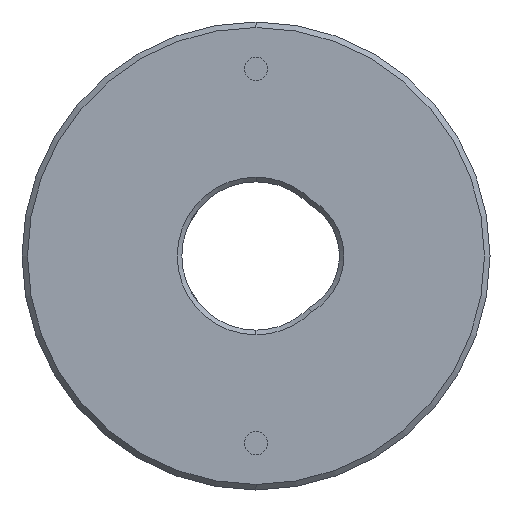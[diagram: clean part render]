
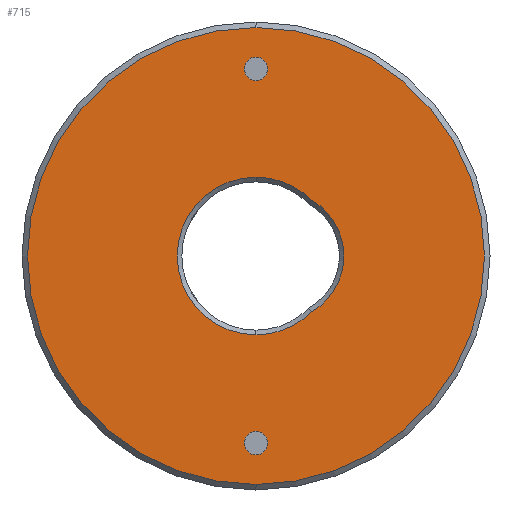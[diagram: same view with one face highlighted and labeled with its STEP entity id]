
A CAD part, left-side view. The second image highlights one B-rep face of the part: STEP entity #715.
In plain terms, the highlighted planar face has unit normal (-1, 0, 0).
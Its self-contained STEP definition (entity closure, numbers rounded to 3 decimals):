
#28 = CIRCLE ( 'NONE', #2030, 0.635 ) ;
#34 = DIRECTION ( 'NONE',  ( 0., 0., -1. ) ) ;
#80 = FACE_BOUND ( 'NONE', #4126, .T. ) ;
#83 = CARTESIAN_POINT ( 'NONE',  ( 0., 0., 0. ) ) ;
#140 = EDGE_CURVE ( 'NONE', #1796, #4650, #3392, .T. ) ;
#161 = VERTEX_POINT ( 'NONE', #716 ) ;
#181 = AXIS2_PLACEMENT_3D ( 'NONE', #3138, #4429, #3726 ) ;
#325 = CIRCLE ( 'NONE', #3000, 12.4 ) ;
#334 = CIRCLE ( 'NONE', #3783, 0.635 ) ;
#406 = ORIENTED_EDGE ( 'NONE', *, *, #1544, .F. ) ;
#487 = ORIENTED_EDGE ( 'NONE', *, *, #2950, .T. ) ;
#521 = CARTESIAN_POINT ( 'NONE',  ( 0., 0., -10.15 ) ) ;
#530 = ORIENTED_EDGE ( 'NONE', *, *, #2412, .F. ) ;
#538 = CARTESIAN_POINT ( 'NONE',  ( 0., 0., -10.785 ) ) ;
#715 = ADVANCED_FACE ( 'NONE', ( #4523, #80, #1942, #2693 ), #3002, .F. ) ;
#716 = CARTESIAN_POINT ( 'NONE',  ( 0., 0., 9.515 ) ) ;
#722 = DIRECTION ( 'NONE',  ( 1., 0., 0. ) ) ;
#797 = CARTESIAN_POINT ( 'NONE',  ( 0., -1.27, 0. ) ) ;
#843 = CARTESIAN_POINT ( 'NONE',  ( 0., 0., 10.15 ) ) ;
#846 = CIRCLE ( 'NONE', #2465, 4.275 ) ;
#892 = CARTESIAN_POINT ( 'NONE',  ( 0., 0., 0. ) ) ;
#896 = EDGE_CURVE ( 'NONE', #161, #3344, #28, .T. ) ;
#899 = DIRECTION ( 'NONE',  ( -1., 0., 0. ) ) ;
#919 = VERTEX_POINT ( 'NONE', #2241 ) ;
#1081 = DIRECTION ( 'NONE',  ( 1., 0., 0. ) ) ;
#1216 = DIRECTION ( 'NONE',  ( -1., 0., 0. ) ) ;
#1317 = ORIENTED_EDGE ( 'NONE', *, *, #3096, .T. ) ;
#1455 = ORIENTED_EDGE ( 'NONE', *, *, #2310, .F. ) ;
#1544 = EDGE_CURVE ( 'NONE', #4280, #3520, #334, .T. ) ;
#1737 = DIRECTION ( 'NONE',  ( 1., 0., 0. ) ) ;
#1782 = CIRCLE ( 'NONE', #1949, 3.5 ) ;
#1796 = VERTEX_POINT ( 'NONE', #3480 ) ;
#1942 = FACE_BOUND ( 'NONE', #3458, .T. ) ;
#1949 = AXIS2_PLACEMENT_3D ( 'NONE', #797, #1081, #2595 ) ;
#1976 = ORIENTED_EDGE ( 'NONE', *, *, #3244, .T. ) ;
#2030 = AXIS2_PLACEMENT_3D ( 'NONE', #843, #2315, #4425 ) ;
#2037 = DIRECTION ( 'NONE',  ( -1., 0., 0. ) ) ;
#2107 = DIRECTION ( 'NONE',  ( 0., 0., -1. ) ) ;
#2239 = AXIS2_PLACEMENT_3D ( 'NONE', #3078, #2350, #3125 ) ;
#2241 = CARTESIAN_POINT ( 'NONE',  ( 0., -3.007, 3.038 ) ) ;
#2245 = AXIS2_PLACEMENT_3D ( 'NONE', #2973, #3044, #34 ) ;
#2310 = EDGE_CURVE ( 'NONE', #3520, #4280, #4452, .T. ) ;
#2315 = DIRECTION ( 'NONE',  ( -1., 0., 0. ) ) ;
#2350 = DIRECTION ( 'NONE',  ( -1., 0., 0. ) ) ;
#2412 = EDGE_CURVE ( 'NONE', #3344, #161, #3852, .T. ) ;
#2465 = AXIS2_PLACEMENT_3D ( 'NONE', #4524, #1737, #2482 ) ;
#2482 = DIRECTION ( 'NONE',  ( 0., 0., -1. ) ) ;
#2595 = DIRECTION ( 'NONE',  ( 0., 0., -1. ) ) ;
#2617 = AXIS2_PLACEMENT_3D ( 'NONE', #83, #722, #3635 ) ;
#2681 = DIRECTION ( 'NONE',  ( 0., 0., 1. ) ) ;
#2693 = FACE_OUTER_BOUND ( 'NONE', #4352, .T. ) ;
#2749 = EDGE_CURVE ( 'NONE', #919, #4036, #1782, .T. ) ;
#2782 = EDGE_LOOP ( 'NONE', ( #530, #3434 ) ) ;
#2835 = DIRECTION ( 'NONE',  ( 1., 0., 0. ) ) ;
#2950 = EDGE_CURVE ( 'NONE', #4461, #3821, #4467, .T. ) ;
#2973 = CARTESIAN_POINT ( 'NONE',  ( 0., 0., 0. ) ) ;
#2987 = AXIS2_PLACEMENT_3D ( 'NONE', #521, #899, #3051 ) ;
#3000 = AXIS2_PLACEMENT_3D ( 'NONE', #892, #2037, #4572 ) ;
#3002 = PLANE ( 'NONE',  #2245 ) ;
#3044 = DIRECTION ( 'NONE',  ( 1., 0., 0. ) ) ;
#3051 = DIRECTION ( 'NONE',  ( 0., 0., 1. ) ) ;
#3078 = CARTESIAN_POINT ( 'NONE',  ( 0., 0., 10.15 ) ) ;
#3096 = EDGE_CURVE ( 'NONE', #4650, #1796, #325, .T. ) ;
#3125 = DIRECTION ( 'NONE',  ( 0., 0., -1. ) ) ;
#3138 = CARTESIAN_POINT ( 'NONE',  ( 0., 0., 0. ) ) ;
#3244 = EDGE_CURVE ( 'NONE', #3821, #919, #846, .T. ) ;
#3344 = VERTEX_POINT ( 'NONE', #3565 ) ;
#3392 = CIRCLE ( 'NONE', #181, 12.4 ) ;
#3434 = ORIENTED_EDGE ( 'NONE', *, *, #896, .F. ) ;
#3458 = EDGE_LOOP ( 'NONE', ( #4348, #487, #1976, #3659 ) ) ;
#3463 = CIRCLE ( 'NONE', #3847, 4.275 ) ;
#3480 = CARTESIAN_POINT ( 'NONE',  ( 0., 0., -12.4 ) ) ;
#3520 = VERTEX_POINT ( 'NONE', #4617 ) ;
#3565 = CARTESIAN_POINT ( 'NONE',  ( 0., 0., 10.785 ) ) ;
#3635 = DIRECTION ( 'NONE',  ( 0., 0., -1. ) ) ;
#3659 = ORIENTED_EDGE ( 'NONE', *, *, #2749, .T. ) ;
#3726 = DIRECTION ( 'NONE',  ( 0., 0., -1. ) ) ;
#3783 = AXIS2_PLACEMENT_3D ( 'NONE', #4513, #1216, #2681 ) ;
#3821 = VERTEX_POINT ( 'NONE', #4593 ) ;
#3847 = AXIS2_PLACEMENT_3D ( 'NONE', #4686, #2835, #2107 ) ;
#3852 = CIRCLE ( 'NONE', #2239, 0.635 ) ;
#4036 = VERTEX_POINT ( 'NONE', #4400 ) ;
#4126 = EDGE_LOOP ( 'NONE', ( #1455, #406 ) ) ;
#4135 = EDGE_CURVE ( 'NONE', #4036, #4461, #3463, .T. ) ;
#4212 = CARTESIAN_POINT ( 'NONE',  ( 0., 0., -4.275 ) ) ;
#4280 = VERTEX_POINT ( 'NONE', #538 ) ;
#4292 = ORIENTED_EDGE ( 'NONE', *, *, #140, .T. ) ;
#4348 = ORIENTED_EDGE ( 'NONE', *, *, #4135, .T. ) ;
#4352 = EDGE_LOOP ( 'NONE', ( #4292, #1317 ) ) ;
#4400 = CARTESIAN_POINT ( 'NONE',  ( 0., -3.007, -3.038 ) ) ;
#4425 = DIRECTION ( 'NONE',  ( 0., 0., -1. ) ) ;
#4429 = DIRECTION ( 'NONE',  ( -1., 0., 0. ) ) ;
#4452 = CIRCLE ( 'NONE', #2987, 0.635 ) ;
#4461 = VERTEX_POINT ( 'NONE', #4212 ) ;
#4467 = CIRCLE ( 'NONE', #2617, 4.275 ) ;
#4513 = CARTESIAN_POINT ( 'NONE',  ( 0., 0., -10.15 ) ) ;
#4523 = FACE_BOUND ( 'NONE', #2782, .T. ) ;
#4524 = CARTESIAN_POINT ( 'NONE',  ( 0., 0., 0. ) ) ;
#4572 = DIRECTION ( 'NONE',  ( 0., 0., -1. ) ) ;
#4593 = CARTESIAN_POINT ( 'NONE',  ( 0., 0., 4.275 ) ) ;
#4617 = CARTESIAN_POINT ( 'NONE',  ( 0., 0., -9.515 ) ) ;
#4650 = VERTEX_POINT ( 'NONE', #4731 ) ;
#4686 = CARTESIAN_POINT ( 'NONE',  ( 0., 0., 0. ) ) ;
#4731 = CARTESIAN_POINT ( 'NONE',  ( 0., 0., 12.4 ) ) ;
